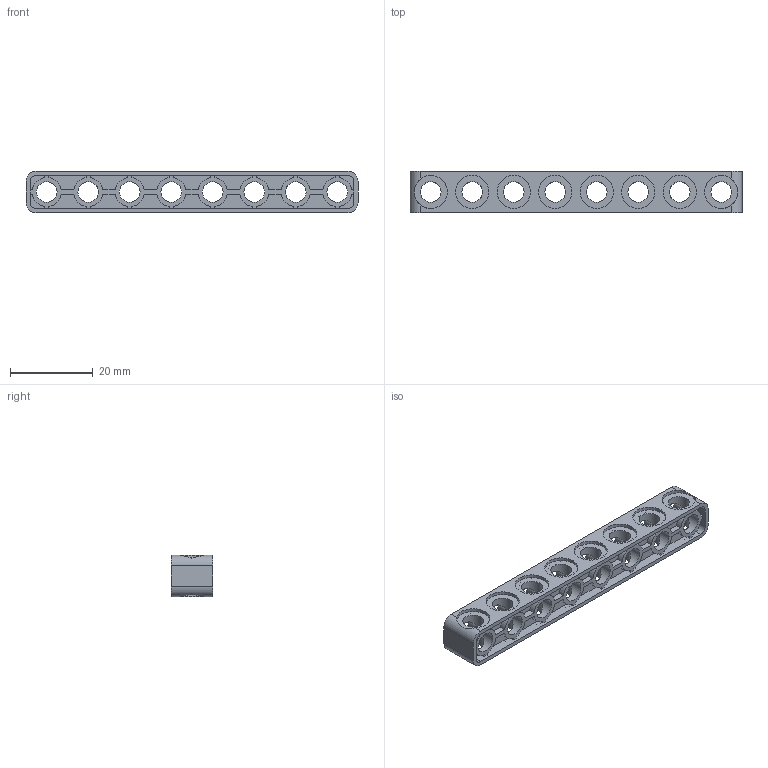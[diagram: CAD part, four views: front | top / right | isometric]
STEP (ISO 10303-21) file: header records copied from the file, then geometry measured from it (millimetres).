
FILE_DESCRIPTION(/* description */ ('Unknown'),/* implementation_level */ '2;1');
FILE_NAME(/* name */ 'B1x8v',/* time_stamp */ '2018-06-25T19:20:43+02:00',/* author */ ('Unknown'),/* organization */ ('Unknown'),/* preprocessor_version */ 'ST-DEVELOPER v16.7',/* originating_system */ 'DEX',/* authorisation */ $);
FILE_SCHEMA (('AUTOMOTIVE_DESIGN {1 0 10303 214 3 1 1}'));
Length unit declared in the file: millimetre
Products named in the file (1): B1x8v
Bounding box: 80 x 10 x 10 mm (x, y, z)
Volume: 3486.7 mm3; surface area: 5686.1 mm2
Topology: 1 solids, 1 shells, 292 faces, 854 edges, 562 vertices
Faces by surface type: plane 168, cylinder 124
Full cylindrical faces by diameter (mm): 5 x32, 8 x16
Entity records: 9322 total; most frequent: CARTESIAN_POINT 1625, DIRECTION 1606, ORIENTED_EDGE 1552, EDGE_CURVE 776, AXIS2_PLACEMENT_3D 541, VERTEX_POINT 532, LINE 524, VECTOR 524
